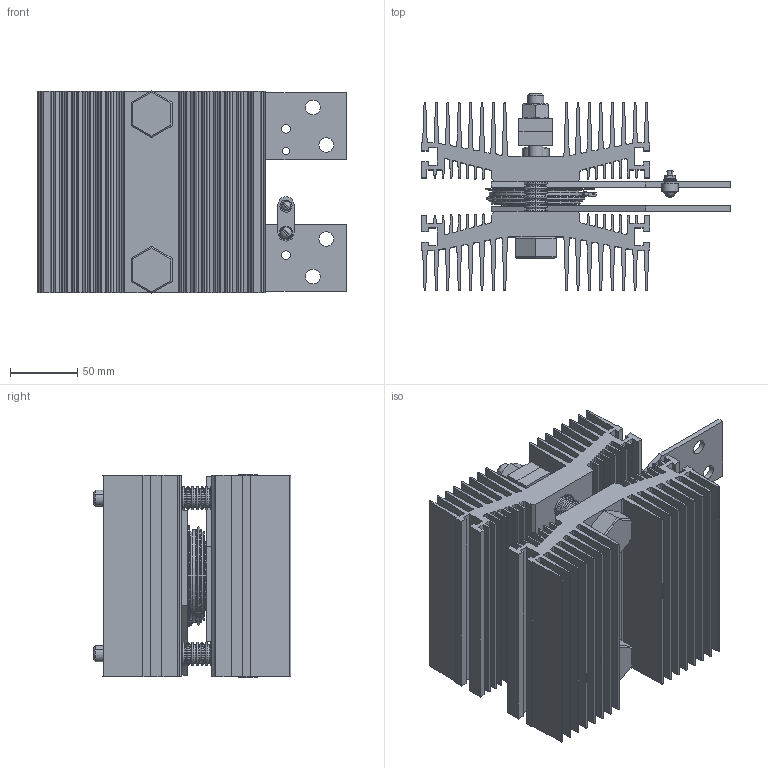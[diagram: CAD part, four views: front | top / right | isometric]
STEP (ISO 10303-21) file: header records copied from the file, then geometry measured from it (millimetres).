
FILE_DESCRIPTION (( 'STEP AP214' ), '1' );
FILE_NAME ('O253-PT51.STEP', '2021-04-20T08:09:30', ( '' ), ( '' ), 'SwSTEP 2.0', 'SolidWorks 2018', '' );
FILE_SCHEMA (( 'AUTOMOTIVE_DESIGN' ));
Length unit declared in the file: millimetre
Products named in the file (1): O253-PT51
Bounding box: 230 x 147 x 151 mm (x, y, z)
Volume: 1458447.1 mm3; surface area: 691222.7 mm2
Topology: 41 solids, 41 shells, 1290 faces, 3124 edges, 1931 vertices
Faces by surface type: plane 532, cylinder 356, cone 208, torus 188, sphere 6
Entity records: 52540 total; most frequent: DIRECTION 6954, CARTESIAN_POINT 6730, ORIENTED_EDGE 6224, EDGE_CURVE 3112, AXIS2_PLACEMENT_3D 2607, VERTEX_POINT 1931, LINE 1740, VECTOR 1740
